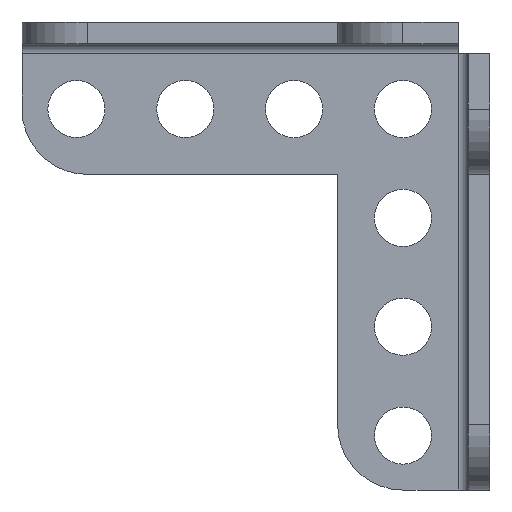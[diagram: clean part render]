
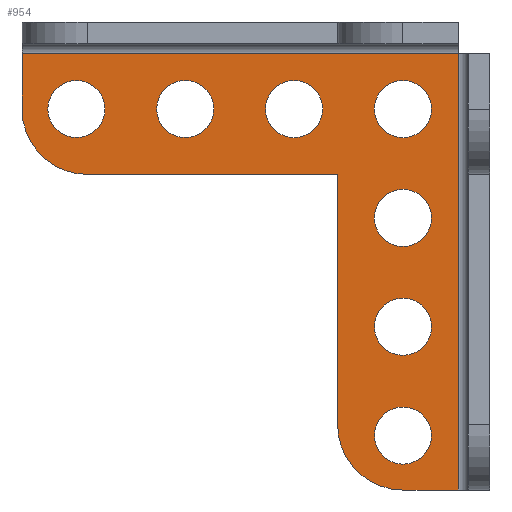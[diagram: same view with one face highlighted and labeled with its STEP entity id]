
A CAD part, front view. The second image highlights one B-rep face of the part: STEP entity #954.
In plain terms, the highlighted planar face has unit normal (0, -1, 0).
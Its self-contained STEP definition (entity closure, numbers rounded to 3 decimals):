
#19=LINE('',#1380,#75);
#34=LINE('',#1441,#90);
#49=LINE('',#1532,#105);
#52=LINE('',#1545,#108);
#59=LINE('',#1560,#115);
#68=LINE('',#1594,#124);
#75=VECTOR('',#1094,32.063);
#90=VECTOR('',#1151,18.4);
#105=VECTOR('',#1250,4.063);
#108=VECTOR('',#1269,18.4);
#115=VECTOR('',#1280,4.063);
#124=VECTOR('',#1321,32.063);
#142=PLANE('',#1066);
#172=FACE_BOUND('',#329,.T.);
#173=FACE_BOUND('',#330,.T.);
#174=FACE_BOUND('',#331,.T.);
#175=FACE_BOUND('',#332,.T.);
#176=FACE_BOUND('',#333,.T.);
#177=FACE_BOUND('',#334,.T.);
#178=FACE_BOUND('',#335,.T.);
#252=FACE_OUTER_BOUND('',#328,.T.);
#328=EDGE_LOOP('',(#796,#797,#798,#799,#800,#801,#802,#803));
#329=EDGE_LOOP('',(#804));
#330=EDGE_LOOP('',(#805));
#331=EDGE_LOOP('',(#806));
#332=EDGE_LOOP('',(#807));
#333=EDGE_LOOP('',(#808));
#334=EDGE_LOOP('',(#809));
#335=EDGE_LOOP('',(#810));
#375=CIRCLE('',#966,2.1);
#401=CIRCLE('',#1010,2.1);
#403=CIRCLE('',#1013,2.1);
#405=CIRCLE('',#1016,2.1);
#407=CIRCLE('',#1020,4.8);
#419=CIRCLE('',#1039,4.8);
#434=CIRCLE('',#1067,2.1);
#435=CIRCLE('',#1068,2.1);
#436=CIRCLE('',#1069,2.1);
#437=VERTEX_POINT('',#1364);
#443=VERTEX_POINT('',#1378);
#444=VERTEX_POINT('',#1379);
#468=VERTEX_POINT('',#1438);
#469=VERTEX_POINT('',#1440);
#482=VERTEX_POINT('',#1474);
#484=VERTEX_POINT('',#1479);
#486=VERTEX_POINT('',#1484);
#490=VERTEX_POINT('',#1495);
#491=VERTEX_POINT('',#1496);
#503=VERTEX_POINT('',#1531);
#511=VERTEX_POINT('',#1559);
#524=VERTEX_POINT('',#1607);
#525=VERTEX_POINT('',#1609);
#526=VERTEX_POINT('',#1611);
#527=EDGE_CURVE('',#437,#437,#375,.T.);
#533=EDGE_CURVE('',#443,#444,#19,.T.);
#560=EDGE_CURVE('',#469,#468,#34,.T.);
#574=EDGE_CURVE('',#482,#482,#401,.T.);
#576=EDGE_CURVE('',#484,#484,#403,.T.);
#578=EDGE_CURVE('',#486,#486,#405,.T.);
#583=EDGE_CURVE('',#490,#491,#407,.T.);
#601=EDGE_CURVE('',#503,#444,#49,.T.);
#608=EDGE_CURVE('',#468,#503,#419,.T.);
#609=EDGE_CURVE('',#491,#469,#52,.T.);
#616=EDGE_CURVE('',#511,#490,#59,.T.);
#634=EDGE_CURVE('',#511,#443,#68,.T.);
#641=EDGE_CURVE('',#524,#524,#434,.T.);
#642=EDGE_CURVE('',#525,#525,#435,.T.);
#643=EDGE_CURVE('',#526,#526,#436,.T.);
#796=ORIENTED_EDGE('',*,*,#560,.T.);
#797=ORIENTED_EDGE('',*,*,#608,.T.);
#798=ORIENTED_EDGE('',*,*,#601,.T.);
#799=ORIENTED_EDGE('',*,*,#533,.F.);
#800=ORIENTED_EDGE('',*,*,#634,.F.);
#801=ORIENTED_EDGE('',*,*,#616,.T.);
#802=ORIENTED_EDGE('',*,*,#583,.T.);
#803=ORIENTED_EDGE('',*,*,#609,.T.);
#804=ORIENTED_EDGE('',*,*,#578,.T.);
#805=ORIENTED_EDGE('',*,*,#641,.T.);
#806=ORIENTED_EDGE('',*,*,#527,.T.);
#807=ORIENTED_EDGE('',*,*,#642,.T.);
#808=ORIENTED_EDGE('',*,*,#643,.T.);
#809=ORIENTED_EDGE('',*,*,#576,.T.);
#810=ORIENTED_EDGE('',*,*,#574,.T.);
#954=ADVANCED_FACE('',(#252,#172,#173,#174,#175,#176,#177,#178),#142,.T.);
#966=AXIS2_PLACEMENT_3D('',#1365,#1082,#1083);
#1010=AXIS2_PLACEMENT_3D('',#1475,#1191,#1192);
#1013=AXIS2_PLACEMENT_3D('',#1480,#1197,#1198);
#1016=AXIS2_PLACEMENT_3D('',#1485,#1203,#1204);
#1020=AXIS2_PLACEMENT_3D('',#1497,#1214,#1215);
#1039=AXIS2_PLACEMENT_3D('',#1543,#1265,#1266);
#1066=AXIS2_PLACEMENT_3D('',#1606,#1337,#1338);
#1067=AXIS2_PLACEMENT_3D('',#1608,#1339,#1340);
#1068=AXIS2_PLACEMENT_3D('',#1610,#1341,#1342);
#1069=AXIS2_PLACEMENT_3D('',#1612,#1343,#1344);
#1082=DIRECTION('center_axis',(0.,1.,0.));
#1083=DIRECTION('ref_axis',(0.,0.,-1.));
#1094=DIRECTION('',(0.,0.,-1.));
#1151=DIRECTION('',(0.,0.,-1.));
#1191=DIRECTION('center_axis',(0.,1.,0.));
#1192=DIRECTION('ref_axis',(0.,0.,-1.));
#1197=DIRECTION('center_axis',(0.,1.,0.));
#1198=DIRECTION('ref_axis',(0.,0.,-1.));
#1203=DIRECTION('center_axis',(0.,1.,0.));
#1204=DIRECTION('ref_axis',(0.,0.,-1.));
#1214=DIRECTION('center_axis',(0.,-1.,0.));
#1215=DIRECTION('ref_axis',(-1.,0.,0.));
#1250=DIRECTION('',(1.,0.,0.));
#1265=DIRECTION('center_axis',(0.,-1.,0.));
#1266=DIRECTION('ref_axis',(-1.,0.,0.));
#1269=DIRECTION('',(1.,0.,0.));
#1280=DIRECTION('',(0.,0.,-1.));
#1321=DIRECTION('',(1.,0.,0.));
#1337=DIRECTION('center_axis',(0.,-1.,0.));
#1338=DIRECTION('ref_axis',(0.,0.,-1.));
#1339=DIRECTION('center_axis',(0.,1.,0.));
#1340=DIRECTION('ref_axis',(0.,0.,-1.));
#1341=DIRECTION('center_axis',(0.,1.,0.));
#1342=DIRECTION('ref_axis',(0.,0.,-1.));
#1343=DIRECTION('center_axis',(0.,1.,0.));
#1344=DIRECTION('ref_axis',(0.,0.,-1.));
#1364=CARTESIAN_POINT('',(16.145,-1.6,-5.899));
#1365=CARTESIAN_POINT('Origin',(16.145,-1.6,-7.999));
#1378=CARTESIAN_POINT('',(20.208,-1.6,-3.936));
#1379=CARTESIAN_POINT('',(20.208,-1.6,-35.999));
#1380=CARTESIAN_POINT('',(20.208,-1.6,-3.936));
#1438=CARTESIAN_POINT('',(11.345,-1.6,-31.199));
#1440=CARTESIAN_POINT('',(11.345,-1.6,-12.799));
#1441=CARTESIAN_POINT('',(11.345,-1.6,-12.799));
#1474=CARTESIAN_POINT('',(16.145,-1.6,-34.099));
#1475=CARTESIAN_POINT('Origin',(16.145,-1.6,-31.999));
#1479=CARTESIAN_POINT('',(16.145,-1.6,-26.099));
#1480=CARTESIAN_POINT('Origin',(16.145,-1.6,-23.999));
#1484=CARTESIAN_POINT('',(16.145,-1.6,-18.099));
#1485=CARTESIAN_POINT('Origin',(16.145,-1.6,-15.999));
#1495=CARTESIAN_POINT('',(-11.855,-1.6,-7.999));
#1496=CARTESIAN_POINT('',(-7.055,-1.6,-12.799));
#1497=CARTESIAN_POINT('Origin',(-7.055,-1.6,-7.999));
#1531=CARTESIAN_POINT('',(16.145,-1.6,-35.999));
#1532=CARTESIAN_POINT('',(16.145,-1.6,-35.999));
#1543=CARTESIAN_POINT('Origin',(16.145,-1.6,-31.199));
#1545=CARTESIAN_POINT('',(-7.055,-1.6,-12.799));
#1559=CARTESIAN_POINT('',(-11.855,-1.6,-3.936));
#1560=CARTESIAN_POINT('',(-11.855,-1.6,-3.936));
#1594=CARTESIAN_POINT('',(-11.855,-1.6,-3.936));
#1606=CARTESIAN_POINT('Origin',(7.545,-1.6,-45.599));
#1607=CARTESIAN_POINT('',(8.145,-1.6,-5.899));
#1608=CARTESIAN_POINT('Origin',(8.145,-1.6,-7.999));
#1609=CARTESIAN_POINT('',(0.145,-1.6,-5.899));
#1610=CARTESIAN_POINT('Origin',(0.145,-1.6,-7.999));
#1611=CARTESIAN_POINT('',(-7.855,-1.6,-5.899));
#1612=CARTESIAN_POINT('Origin',(-7.855,-1.6,-7.999));
